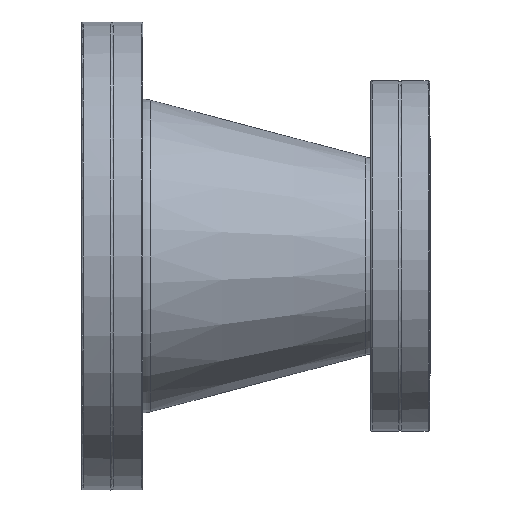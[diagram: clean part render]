
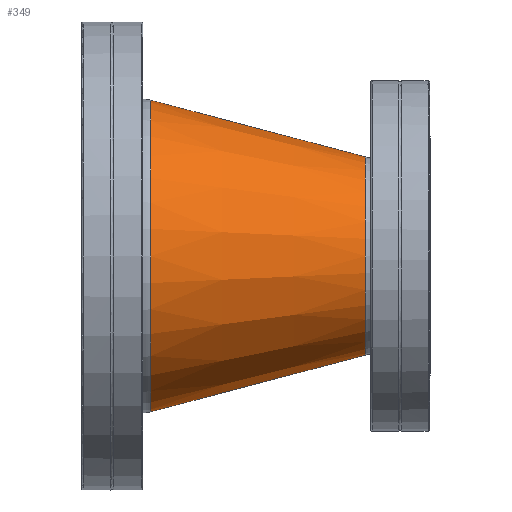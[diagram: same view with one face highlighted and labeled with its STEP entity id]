
A CAD part, front view. The second image highlights one B-rep face of the part: STEP entity #349.
In plain terms, the highlighted conical face has half-angle 14.8 degrees and reference radius 32.082 mm.
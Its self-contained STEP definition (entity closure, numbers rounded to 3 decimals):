
#116 = CARTESIAN_POINT ( 'NONE',  ( 11.256, 0., 0. ) ) ;
#322 = CONICAL_SURFACE ( 'NONE', #1816, 32.082, 0.258 ) ;
#349 = ADVANCED_FACE ( 'NONE', ( #3593, #1298 ), #322, .T. ) ;
#355 = CARTESIAN_POINT ( 'NONE',  ( 80.844, 0., 0. ) ) ;
#399 = EDGE_CURVE ( 'NONE', #3904, #3904, #1693, .T. ) ;
#423 = DIRECTION ( 'NONE',  ( 0., 0., -1. ) ) ;
#1046 = EDGE_LOOP ( 'NONE', ( #2520 ) ) ;
#1092 = DIRECTION ( 'NONE',  ( 0., 0., 1. ) ) ;
#1127 = DIRECTION ( 'NONE',  ( 1., 0., 0. ) ) ;
#1298 = FACE_BOUND ( 'NONE', #4139, .T. ) ;
#1693 = CIRCLE ( 'NONE', #4071, 32.082 ) ;
#1816 = AXIS2_PLACEMENT_3D ( 'NONE', #355, #4452, #1092 ) ;
#2250 = DIRECTION ( 'NONE',  ( 1., 0., 0. ) ) ;
#2520 = ORIENTED_EDGE ( 'NONE', *, *, #4387, .T. ) ;
#2550 = CARTESIAN_POINT ( 'NONE',  ( 11.256, 0., -50.468 ) ) ;
#2876 = CARTESIAN_POINT ( 'NONE',  ( 80.844, 0., 0. ) ) ;
#2892 = VERTEX_POINT ( 'NONE', #2550 ) ;
#3134 = CARTESIAN_POINT ( 'NONE',  ( 80.844, 0., -32.082 ) ) ;
#3199 = CIRCLE ( 'NONE', #4463, 50.468 ) ;
#3277 = DIRECTION ( 'NONE',  ( 0., 0., -1. ) ) ;
#3593 = FACE_OUTER_BOUND ( 'NONE', #1046, .T. ) ;
#3904 = VERTEX_POINT ( 'NONE', #3134 ) ;
#4071 = AXIS2_PLACEMENT_3D ( 'NONE', #2876, #1127, #3277 ) ;
#4139 = EDGE_LOOP ( 'NONE', ( #4475 ) ) ;
#4387 = EDGE_CURVE ( 'NONE', #2892, #2892, #3199, .T. ) ;
#4452 = DIRECTION ( 'NONE',  ( -1., 0., 0. ) ) ;
#4463 = AXIS2_PLACEMENT_3D ( 'NONE', #116, #2250, #423 ) ;
#4475 = ORIENTED_EDGE ( 'NONE', *, *, #399, .F. ) ;
